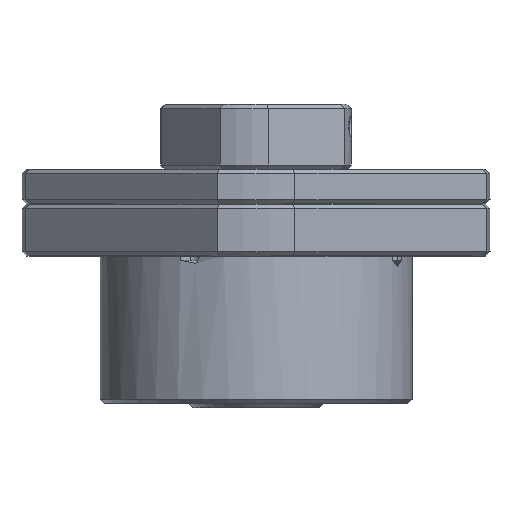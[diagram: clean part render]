
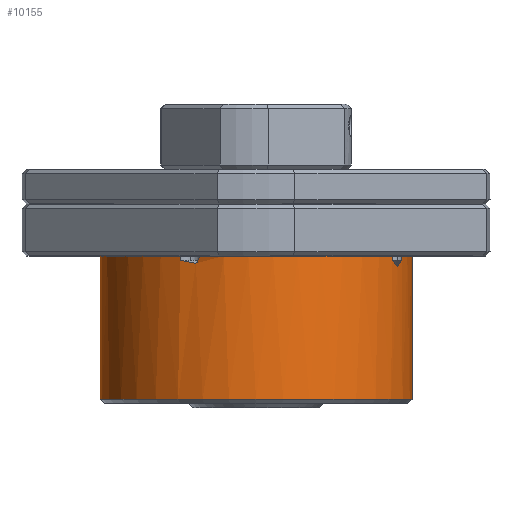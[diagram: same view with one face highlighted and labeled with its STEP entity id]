
A CAD part, front view. The second image highlights one B-rep face of the part: STEP entity #10155.
In plain terms, the highlighted cylindrical face has radius 18 mm (diameter 36 mm), a partial arc.
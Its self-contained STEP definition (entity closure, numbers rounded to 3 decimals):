
#632 = VERTEX_POINT ( 'NONE', #15795 ) ;
#1145 = ORIENTED_EDGE ( 'NONE', *, *, #5812, .T. ) ;
#1203 = EDGE_CURVE ( 'NONE', #632, #20213, #26846, .T. ) ;
#1382 = EDGE_LOOP ( 'NONE', ( #20345, #17283, #18992, #25712, #13822, #9505, #9238, #1145, #24770, #17769, #12043, #16617, #26825 ) ) ;
#1417 = VERTEX_POINT ( 'NONE', #7723 ) ;
#1430 = CARTESIAN_POINT ( 'NONE',  ( 35.357, 17.711, 4.75 ) ) ;
#1835 = VERTEX_POINT ( 'NONE', #26671 ) ;
#2125 = AXIS2_PLACEMENT_3D ( 'NONE', #9925, #9824, #20686 ) ;
#2447 = DIRECTION ( 'NONE',  ( 0., 0., 1. ) ) ;
#3218 = CARTESIAN_POINT ( 'NONE',  ( 35.507, 18.1, 5. ) ) ;
#3343 = CARTESIAN_POINT ( 'NONE',  ( 34.451, 15.835, 5.5 ) ) ;
#4231 = VECTOR ( 'NONE', #6468, 1000. ) ;
#4290 = CARTESIAN_POINT ( 'NONE',  ( 11.757, 8.144, 4.657 ) ) ;
#4310 = CARTESIAN_POINT ( 'NONE',  ( 11.098, 8.243, 4.249 ) ) ;
#4958 = EDGE_CURVE ( 'NONE', #24912, #10592, #23163, .T. ) ;
#5509 = CARTESIAN_POINT ( 'NONE',  ( 18.705, 24.556, 5.5 ) ) ;
#5812 = EDGE_CURVE ( 'NONE', #19546, #1417, #19042, .T. ) ;
#5883 = DIRECTION ( 'NONE',  ( -1., 0., 0. ) ) ;
#5983 = CYLINDRICAL_SURFACE ( 'NONE', #11431, 18. ) ;
#6218 = CARTESIAN_POINT ( 'NONE',  ( 35.507, 18.1, 5. ) ) ;
#6240 = EDGE_CURVE ( 'NONE', #10592, #632, #6566, .T. ) ;
#6386 = CARTESIAN_POINT ( 'NONE',  ( 18.705, 24.556, -11. ) ) ;
#6468 = DIRECTION ( 'NONE',  ( 0., 0., 1. ) ) ;
#6508 = CARTESIAN_POINT ( 'NONE',  ( 36.705, 24.556, -11. ) ) ;
#6566 = CIRCLE ( 'NONE', #2125, 18. ) ;
#6888 = CARTESIAN_POINT ( 'NONE',  ( 9.984, 8.81, 5. ) ) ;
#7723 = CARTESIAN_POINT ( 'NONE',  ( 12.248, 7.754, 5.5 ) ) ;
#9130 = DIRECTION ( 'NONE',  ( -1., 0., 0. ) ) ;
#9238 = ORIENTED_EDGE ( 'NONE', *, *, #27085, .T. ) ;
#9320 = CARTESIAN_POINT ( 'NONE',  ( 18.705, 24.556, 5.5 ) ) ;
#9483 = EDGE_CURVE ( 'NONE', #1417, #13942, #25918, .T. ) ;
#9505 = ORIENTED_EDGE ( 'NONE', *, *, #19671, .T. ) ;
#9798 = VECTOR ( 'NONE', #13468, 1000. ) ;
#9824 = DIRECTION ( 'NONE',  ( 0., 0., 1. ) ) ;
#9925 = CARTESIAN_POINT ( 'NONE',  ( 18.705, 24.556, 5.5 ) ) ;
#10140 = VERTEX_POINT ( 'NONE', #22758 ) ;
#10155 = ADVANCED_FACE ( 'NONE', ( #22834 ), #5983, .F. ) ;
#10592 = VERTEX_POINT ( 'NONE', #27429 ) ;
#10693 = CARTESIAN_POINT ( 'NONE',  ( 34.842, 16.571, 4.499 ) ) ;
#10872 = CARTESIAN_POINT ( 'NONE',  ( 36.705, 24.556, 5.5 ) ) ;
#10906 = CARTESIAN_POINT ( 'NONE',  ( 10.72, 8.419, 4.499 ) ) ;
#11105 = CARTESIAN_POINT ( 'NONE',  ( 35.018, 16.949, 4.249 ) ) ;
#11343 = EDGE_CURVE ( 'NONE', #13501, #24371, #25820, .T. ) ;
#11431 = AXIS2_PLACEMENT_3D ( 'NONE', #5509, #14369, #5883 ) ;
#11914 = EDGE_CURVE ( 'NONE', #20213, #24371, #15694, .T. ) ;
#12043 = ORIENTED_EDGE ( 'NONE', *, *, #19542, .T. ) ;
#12829 = CARTESIAN_POINT ( 'NONE',  ( 35.018, 16.949, 4.249 ) ) ;
#13408 = DIRECTION ( 'NONE',  ( 0., 0., -1. ) ) ;
#13468 = DIRECTION ( 'NONE',  ( 0., 0., -1. ) ) ;
#13501 = VERTEX_POINT ( 'NONE', #27683 ) ;
#13822 = ORIENTED_EDGE ( 'NONE', *, *, #17074, .T. ) ;
#13942 = VERTEX_POINT ( 'NONE', #3343 ) ;
#14369 = DIRECTION ( 'NONE',  ( 0., 0., -1. ) ) ;
#14429 = LINE ( 'NONE', #17833, #21834 ) ;
#14977 = DIRECTION ( 'NONE',  ( 0., 0., -1. ) ) ;
#15546 = CARTESIAN_POINT ( 'NONE',  ( 18.705, 24.556, 5.5 ) ) ;
#15694 = CIRCLE ( 'NONE', #27234, 18. ) ;
#15795 = CARTESIAN_POINT ( 'NONE',  ( 36.705, 24.556, 5.5 ) ) ;
#15968 = AXIS2_PLACEMENT_3D ( 'NONE', #9320, #2447, #9130 ) ;
#16100 = VECTOR ( 'NONE', #22771, 1000. ) ;
#16487 = CARTESIAN_POINT ( 'NONE',  ( 0.705, 24.556, 5.5 ) ) ;
#16617 = ORIENTED_EDGE ( 'NONE', *, *, #21586, .T. ) ;
#16735 = B_SPLINE_CURVE_WITH_KNOTS ( 'NONE', 3,
 ( #22837, #27352, #1430, #3218 ),
 .UNSPECIFIED., .F., .F.,
 ( 4, 4 ),
 ( 0., 1. ),
 .UNSPECIFIED. ) ;
#17074 = EDGE_CURVE ( 'NONE', #13501, #10140, #22948, .T. ) ;
#17110 = EDGE_CURVE ( 'NONE', #13942, #1835, #25001, .T. ) ;
#17283 = ORIENTED_EDGE ( 'NONE', *, *, #1203, .T. ) ;
#17296 = CARTESIAN_POINT ( 'NONE',  ( 10.348, 8.608, 4.75 ) ) ;
#17383 = CARTESIAN_POINT ( 'NONE',  ( 12.248, 7.754, -2.75 ) ) ;
#17594 = DIRECTION ( 'NONE',  ( 0., 0., 1. ) ) ;
#17769 = ORIENTED_EDGE ( 'NONE', *, *, #17110, .T. ) ;
#17833 = CARTESIAN_POINT ( 'NONE',  ( 9.984, 8.81, -2.75 ) ) ;
#18992 = ORIENTED_EDGE ( 'NONE', *, *, #11914, .T. ) ;
#19042 = LINE ( 'NONE', #17383, #4231 ) ;
#19542 = EDGE_CURVE ( 'NONE', #1835, #25044, #27270, .T. ) ;
#19546 = VERTEX_POINT ( 'NONE', #4290 ) ;
#19671 = EDGE_CURVE ( 'NONE', #10140, #26220, #14429, .T. ) ;
#20213 = VERTEX_POINT ( 'NONE', #6508 ) ;
#20345 = ORIENTED_EDGE ( 'NONE', *, *, #6240, .T. ) ;
#20686 = DIRECTION ( 'NONE',  ( -1., 0., 0. ) ) ;
#21211 = CARTESIAN_POINT ( 'NONE',  ( 0.705, 24.556, -11. ) ) ;
#21436 = CARTESIAN_POINT ( 'NONE',  ( 34.653, 16.2, 4.75 ) ) ;
#21552 = B_SPLINE_CURVE_WITH_KNOTS ( 'NONE', 3,
 ( #25987, #17296, #10906, #4310 ),
 .UNSPECIFIED., .F., .F.,
 ( 4, 4 ),
 ( 0., 1. ),
 .UNSPECIFIED. ) ;
#21586 = EDGE_CURVE ( 'NONE', #25044, #24912, #16735, .T. ) ;
#21834 = VECTOR ( 'NONE', #13408, 1000. ) ;
#22079 = AXIS2_PLACEMENT_3D ( 'NONE', #15546, #17594, #26379 ) ;
#22447 = VECTOR ( 'NONE', #25954, 1000. ) ;
#22481 = CARTESIAN_POINT ( 'NONE',  ( 35.507, 18.1, 8.25 ) ) ;
#22758 = CARTESIAN_POINT ( 'NONE',  ( 9.984, 8.81, 5.5 ) ) ;
#22771 = DIRECTION ( 'NONE',  ( 0., 0., 1. ) ) ;
#22834 = FACE_OUTER_BOUND ( 'NONE', #1382, .T. ) ;
#22837 = CARTESIAN_POINT ( 'NONE',  ( 35.018, 16.949, 4.249 ) ) ;
#22948 = CIRCLE ( 'NONE', #15968, 18. ) ;
#23163 = LINE ( 'NONE', #22481, #16100 ) ;
#24223 = CARTESIAN_POINT ( 'NONE',  ( 34.451, 15.835, -2.75 ) ) ;
#24371 = VERTEX_POINT ( 'NONE', #21211 ) ;
#24770 = ORIENTED_EDGE ( 'NONE', *, *, #9483, .T. ) ;
#24805 = DIRECTION ( 'NONE',  ( 0., 0., -1. ) ) ;
#24912 = VERTEX_POINT ( 'NONE', #6218 ) ;
#25001 = LINE ( 'NONE', #24223, #9798 ) ;
#25044 = VERTEX_POINT ( 'NONE', #11105 ) ;
#25533 = DIRECTION ( 'NONE',  ( -1., 0., 0. ) ) ;
#25712 = ORIENTED_EDGE ( 'NONE', *, *, #11343, .F. ) ;
#25820 = LINE ( 'NONE', #16487, #26508 ) ;
#25918 = CIRCLE ( 'NONE', #22079, 18. ) ;
#25954 = DIRECTION ( 'NONE',  ( 0., 0., -1. ) ) ;
#25987 = CARTESIAN_POINT ( 'NONE',  ( 9.984, 8.81, 5. ) ) ;
#26220 = VERTEX_POINT ( 'NONE', #6888 ) ;
#26379 = DIRECTION ( 'NONE',  ( -1., 0., 0. ) ) ;
#26508 = VECTOR ( 'NONE', #24805, 1000. ) ;
#26671 = CARTESIAN_POINT ( 'NONE',  ( 34.451, 15.835, 5. ) ) ;
#26825 = ORIENTED_EDGE ( 'NONE', *, *, #4958, .T. ) ;
#26846 = LINE ( 'NONE', #10872, #22447 ) ;
#27085 = EDGE_CURVE ( 'NONE', #26220, #19546, #21552, .T. ) ;
#27234 = AXIS2_PLACEMENT_3D ( 'NONE', #6386, #14977, #25533 ) ;
#27270 = B_SPLINE_CURVE_WITH_KNOTS ( 'NONE', 3,
 ( #27837, #21436, #10693, #12829 ),
 .UNSPECIFIED., .F., .F.,
 ( 4, 4 ),
 ( 0., 1. ),
 .UNSPECIFIED. ) ;
#27352 = CARTESIAN_POINT ( 'NONE',  ( 35.194, 17.327, 4.499 ) ) ;
#27429 = CARTESIAN_POINT ( 'NONE',  ( 35.507, 18.1, 5.5 ) ) ;
#27683 = CARTESIAN_POINT ( 'NONE',  ( 0.705, 24.556, 5.5 ) ) ;
#27837 = CARTESIAN_POINT ( 'NONE',  ( 34.451, 15.835, 5. ) ) ;
